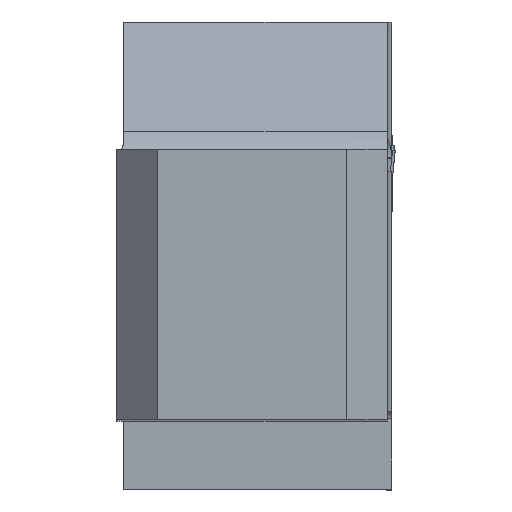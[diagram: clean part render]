
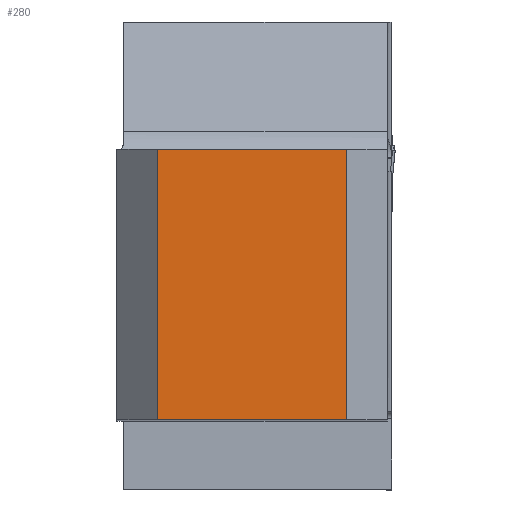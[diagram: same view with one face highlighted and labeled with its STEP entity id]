
A CAD part, top view. The second image highlights one B-rep face of the part: STEP entity #280.
In plain terms, the highlighted planar face has unit normal (0, 0, 1).
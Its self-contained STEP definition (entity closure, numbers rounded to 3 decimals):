
#280=ADVANCED_FACE('CU_BACK_SU1',(#456),#390,.F.);
#390=PLANE('',#2287);
#456=FACE_OUTER_BOUND('',#574,.T.);
#574=EDGE_LOOP('',(#860,#861,#862,#863));
#860=ORIENTED_EDGE('',*,*,#1651,.F.);
#861=ORIENTED_EDGE('',*,*,#1617,.F.);
#862=ORIENTED_EDGE('',*,*,#1652,.T.);
#863=ORIENTED_EDGE('',*,*,#1647,.T.);
#1407=VERTEX_POINT('',#3081);
#1408=VERTEX_POINT('',#3083);
#1423=VERTEX_POINT('',#3195);
#1424=VERTEX_POINT('',#3197);
#1617=EDGE_CURVE('',#1407,#1408,#1909,.T.);
#1647=EDGE_CURVE('',#1424,#1423,#1925,.T.);
#1651=EDGE_CURVE('',#1408,#1423,#1928,.T.);
#1652=EDGE_CURVE('',#1407,#1424,#1929,.T.);
#1909=LINE('',#3082,#2076);
#1925=LINE('',#3196,#2092);
#1928=LINE('',#3203,#2095);
#1929=LINE('',#3204,#2096);
#2076=VECTOR('',#2507,1.);
#2092=VECTOR('',#2559,1.);
#2095=VECTOR('',#2566,1.);
#2096=VECTOR('',#2567,1.);
#2287=AXIS2_PLACEMENT_3D('',#3205,#2568,#2569);
#2507=DIRECTION('',(1.,0.,0.));
#2559=DIRECTION('',(1.,0.,0.));
#2566=DIRECTION('',(0.,-1.,0.));
#2567=DIRECTION('',(0.,-1.,0.));
#2568=DIRECTION('',(0.,0.,-1.));
#2569=DIRECTION('',(1.,0.,0.));
#3081=CARTESIAN_POINT('',(3.,19.925,0.));
#3082=CARTESIAN_POINT('',(110.,19.925,0.));
#3083=CARTESIAN_POINT('',(16.925,19.925,0.));
#3195=CARTESIAN_POINT('',(16.925,0.,0.));
#3196=CARTESIAN_POINT('',(110.,0.,0.));
#3197=CARTESIAN_POINT('',(3.,0.,0.));
#3203=CARTESIAN_POINT('',(16.925,0.,0.));
#3204=CARTESIAN_POINT('',(3.,0.,0.));
#3205=CARTESIAN_POINT('',(-22.996,39.925,0.));
